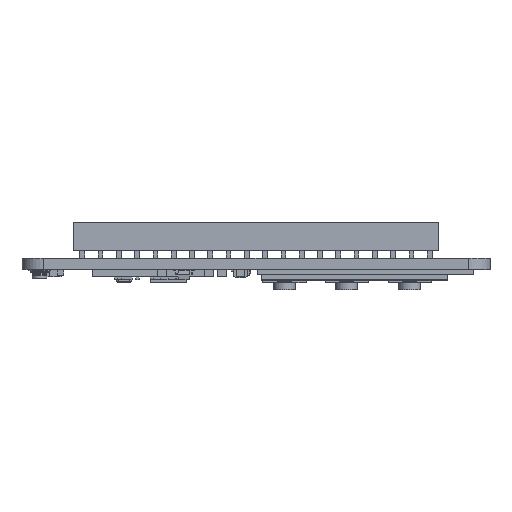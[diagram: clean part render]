
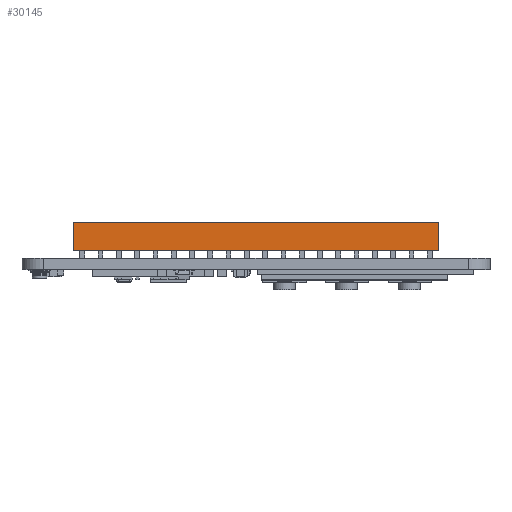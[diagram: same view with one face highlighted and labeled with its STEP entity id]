
A CAD part, top view. The second image highlights one B-rep face of the part: STEP entity #30145.
In plain terms, the highlighted face is planar.
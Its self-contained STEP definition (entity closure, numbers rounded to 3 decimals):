
#1947=PLANE('',#32557);
#3577=FACE_OUTER_BOUND('',#5628,.T.);
#5628=EDGE_LOOP('',(#27038,#27039,#27040,#27041));
#7342=LINE('',#45130,#10663);
#8948=LINE('',#48422,#12269);
#8949=LINE('',#48424,#12270);
#8950=LINE('',#48425,#12271);
#10663=VECTOR('',#37298,1.);
#12269=VECTOR('',#40346,1.);
#12270=VECTOR('',#40349,10.);
#12271=VECTOR('',#40350,10.);
#14369=VERTEX_POINT('',#45127);
#14370=VERTEX_POINT('',#45129);
#15332=VERTEX_POINT('',#48415);
#15335=VERTEX_POINT('',#48420);
#17631=EDGE_CURVE('',#14369,#14370,#7342,.T.);
#19237=EDGE_CURVE('',#15335,#15332,#8948,.T.);
#19238=EDGE_CURVE('',#15335,#14370,#8949,.T.);
#19239=EDGE_CURVE('',#15332,#14369,#8950,.T.);
#27038=ORIENTED_EDGE('',*,*,#19238,.T.);
#27039=ORIENTED_EDGE('',*,*,#17631,.F.);
#27040=ORIENTED_EDGE('',*,*,#19239,.F.);
#27041=ORIENTED_EDGE('',*,*,#19237,.F.);
#30145=ADVANCED_FACE('',(#3577),#1947,.F.);
#32557=AXIS2_PLACEMENT_3D('',#48423,#40347,#40348);
#37298=DIRECTION('',(-1.,0.,0.));
#40346=DIRECTION('',(1.,0.,0.));
#40347=DIRECTION('center_axis',(0.,1.,0.));
#40348=DIRECTION('ref_axis',(0.,0.,1.));
#40349=DIRECTION('',(0.,0.,-1.));
#40350=DIRECTION('',(0.,0.,-1.));
#45127=CARTESIAN_POINT('',(49.53,-3.81,-1.));
#45129=CARTESIAN_POINT('',(-1.27,-3.81,-1.));
#45130=CARTESIAN_POINT('',(24.13,-3.81,-1.));
#48415=CARTESIAN_POINT('',(49.53,-3.81,3.));
#48420=CARTESIAN_POINT('',(-1.27,-3.81,3.));
#48422=CARTESIAN_POINT('',(24.13,-3.81,3.));
#48423=CARTESIAN_POINT('Origin',(24.13,-3.81,1.5));
#48424=CARTESIAN_POINT('',(-1.27,-3.81,0.));
#48425=CARTESIAN_POINT('',(49.53,-3.81,0.));
